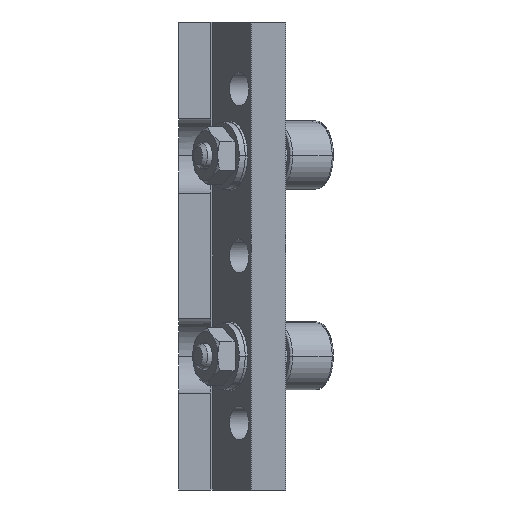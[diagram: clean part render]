
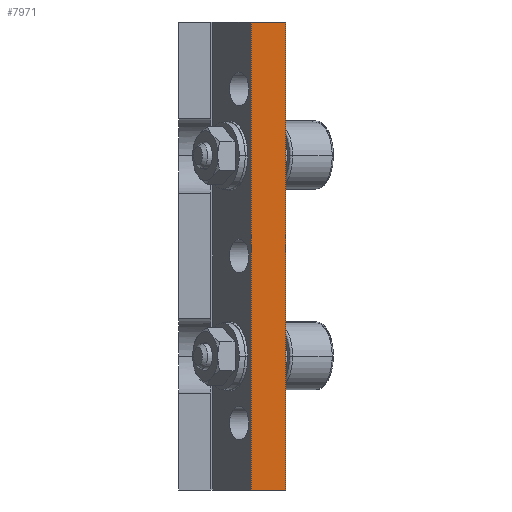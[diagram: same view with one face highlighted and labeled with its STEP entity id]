
A CAD part, left-side view. The second image highlights one B-rep face of the part: STEP entity #7971.
In plain terms, the highlighted planar face has unit normal (-1, 0, 0).
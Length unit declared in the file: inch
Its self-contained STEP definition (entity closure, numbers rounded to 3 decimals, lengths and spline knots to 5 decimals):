
#621 = EDGE_CURVE ( 'NONE', #18083, #28572, #4201, .T. ) ;
#985 = VECTOR ( 'NONE', #8630, 39.37008 ) ;
#1085 = LINE ( 'NONE', #24034, #985 ) ;
#4024 = VECTOR ( 'NONE', #11189, 39.37008 ) ;
#4201 = LINE ( 'NONE', #26325, #12951 ) ;
#4393 = CARTESIAN_POINT ( 'NONE',  ( -1., -0.113, -1.75 ) ) ;
#4545 = EDGE_CURVE ( 'NONE', #23591, #30155, #18704, .T. ) ;
#5702 = FACE_OUTER_BOUND ( 'NONE', #24411, .T. ) ;
#6400 = CARTESIAN_POINT ( 'NONE',  ( -1., 0.145, -1.75 ) ) ;
#6767 = DIRECTION ( 'NONE',  ( 0., -1., 0. ) ) ;
#7971 = ADVANCED_FACE ( 'NONE', ( #5702 ), #9486, .T. ) ;
#8630 = DIRECTION ( 'NONE',  ( 0., -1., 0. ) ) ;
#9486 = PLANE ( 'NONE',  #15727 ) ;
#10401 = ORIENTED_EDGE ( 'NONE', *, *, #19117, .F. ) ;
#11189 = DIRECTION ( 'NONE',  ( 0., 0., 1. ) ) ;
#11959 = ORIENTED_EDGE ( 'NONE', *, *, #4545, .F. ) ;
#12951 = VECTOR ( 'NONE', #28785, 39.37008 ) ;
#13742 = VECTOR ( 'NONE', #6767, 39.37008 ) ;
#15727 = AXIS2_PLACEMENT_3D ( 'NONE', #4393, #21611, #26497 ) ;
#16379 = CARTESIAN_POINT ( 'NONE',  ( -1., 0.145, -1.75 ) ) ;
#16810 = CARTESIAN_POINT ( 'NONE',  ( -1., -0.113, -1.75 ) ) ;
#18083 = VERTEX_POINT ( 'NONE', #16810 ) ;
#18704 = LINE ( 'NONE', #6400, #4024 ) ;
#19117 = EDGE_CURVE ( 'NONE', #30155, #28572, #19398, .T. ) ;
#19398 = LINE ( 'NONE', #26275, #13742 ) ;
#20204 = ORIENTED_EDGE ( 'NONE', *, *, #25341, .T. ) ;
#21611 = DIRECTION ( 'NONE',  ( -1., 0., 0. ) ) ;
#23007 = CARTESIAN_POINT ( 'NONE',  ( -1., 0.145, 1.75 ) ) ;
#23591 = VERTEX_POINT ( 'NONE', #16379 ) ;
#24034 = CARTESIAN_POINT ( 'NONE',  ( -1., -0.113, -1.75 ) ) ;
#24228 = CARTESIAN_POINT ( 'NONE',  ( -1., -0.113, 1.75 ) ) ;
#24411 = EDGE_LOOP ( 'NONE', ( #10401, #11959, #20204, #25486 ) ) ;
#25341 = EDGE_CURVE ( 'NONE', #23591, #18083, #1085, .T. ) ;
#25486 = ORIENTED_EDGE ( 'NONE', *, *, #621, .T. ) ;
#26275 = CARTESIAN_POINT ( 'NONE',  ( -1., -0.113, 1.75 ) ) ;
#26325 = CARTESIAN_POINT ( 'NONE',  ( -1., -0.113, -1.75 ) ) ;
#26497 = DIRECTION ( 'NONE',  ( 0., -1., 0. ) ) ;
#28572 = VERTEX_POINT ( 'NONE', #24228 ) ;
#28785 = DIRECTION ( 'NONE',  ( 0., 0., 1. ) ) ;
#30155 = VERTEX_POINT ( 'NONE', #23007 ) ;
